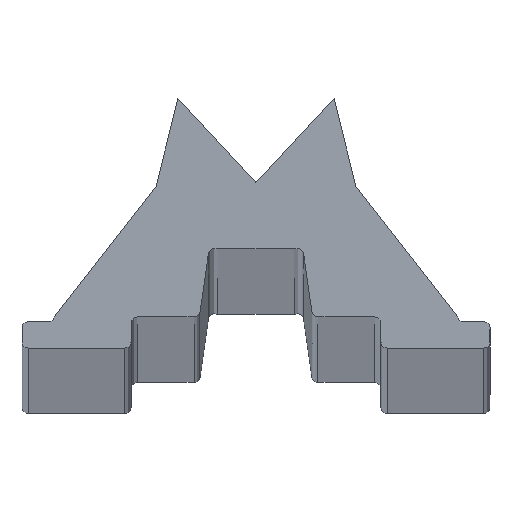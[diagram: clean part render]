
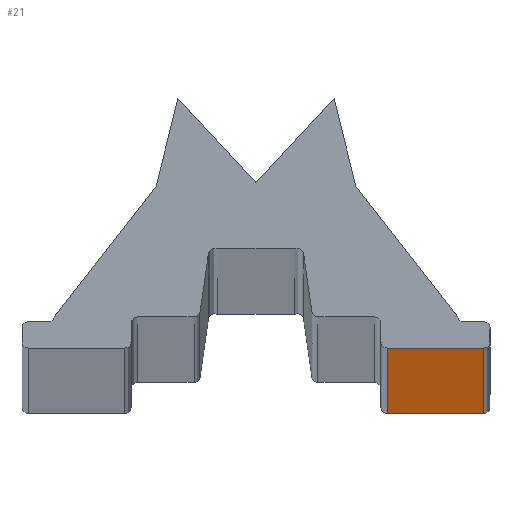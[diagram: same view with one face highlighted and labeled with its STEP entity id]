
A CAD part, top view. The second image highlights one B-rep face of the part: STEP entity #21.
In plain terms, the highlighted planar face has unit normal (0, -1, 0).
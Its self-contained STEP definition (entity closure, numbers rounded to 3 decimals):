
#21 = ADVANCED_FACE ( 'NONE', ( #429 ), #171, .F. ) ;
#38 = LINE ( 'NONE', #533, #973 ) ;
#51 = LINE ( 'NONE', #291, #505 ) ;
#131 = VERTEX_POINT ( 'NONE', #382 ) ;
#171 = PLANE ( 'NONE',  #432 ) ;
#183 = LINE ( 'NONE', #1119, #366 ) ;
#210 = ORIENTED_EDGE ( 'NONE', *, *, #1162, .F. ) ;
#214 = CARTESIAN_POINT ( 'NONE',  ( 4.2, 0., 600. ) ) ;
#291 = CARTESIAN_POINT ( 'NONE',  ( 4.2, 0., 600. ) ) ;
#360 = CARTESIAN_POINT ( 'NONE',  ( 4.2, 0., 600. ) ) ;
#366 = VECTOR ( 'NONE', #1111, 1000. ) ;
#372 = DIRECTION ( 'NONE',  ( 0., 0., 1. ) ) ;
#382 = CARTESIAN_POINT ( 'NONE',  ( 7.296, 0., -600. ) ) ;
#401 = EDGE_CURVE ( 'NONE', #461, #873, #51, .T. ) ;
#429 = FACE_OUTER_BOUND ( 'NONE', #560, .T. ) ;
#432 = AXIS2_PLACEMENT_3D ( 'NONE', #360, #1082, #372 ) ;
#461 = VERTEX_POINT ( 'NONE', #214 ) ;
#505 = VECTOR ( 'NONE', #1174, 1000. ) ;
#533 = CARTESIAN_POINT ( 'NONE',  ( 4.2, 0., 600. ) ) ;
#540 = DIRECTION ( 'NONE',  ( 1., 0., 0. ) ) ;
#560 = EDGE_LOOP ( 'NONE', ( #1021, #1122, #210, #616 ) ) ;
#616 = ORIENTED_EDGE ( 'NONE', *, *, #401, .T. ) ;
#652 = VECTOR ( 'NONE', #826, 1000. ) ;
#749 = EDGE_CURVE ( 'NONE', #873, #131, #183, .T. ) ;
#784 = VERTEX_POINT ( 'NONE', #1068 ) ;
#826 = DIRECTION ( 'NONE',  ( 0., 0., -1. ) ) ;
#850 = CARTESIAN_POINT ( 'NONE',  ( 7.296, 0., 600. ) ) ;
#873 = VERTEX_POINT ( 'NONE', #947 ) ;
#917 = LINE ( 'NONE', #850, #652 ) ;
#947 = CARTESIAN_POINT ( 'NONE',  ( 4.2, 0., -600. ) ) ;
#963 = EDGE_CURVE ( 'NONE', #784, #131, #917, .T. ) ;
#973 = VECTOR ( 'NONE', #540, 1000. ) ;
#1021 = ORIENTED_EDGE ( 'NONE', *, *, #749, .T. ) ;
#1068 = CARTESIAN_POINT ( 'NONE',  ( 7.296, 0., 600. ) ) ;
#1082 = DIRECTION ( 'NONE',  ( 0., 1., 0. ) ) ;
#1111 = DIRECTION ( 'NONE',  ( 1., 0., 0. ) ) ;
#1119 = CARTESIAN_POINT ( 'NONE',  ( 4.2, 0., -600. ) ) ;
#1122 = ORIENTED_EDGE ( 'NONE', *, *, #963, .F. ) ;
#1162 = EDGE_CURVE ( 'NONE', #461, #784, #38, .T. ) ;
#1174 = DIRECTION ( 'NONE',  ( 0., 0., -1. ) ) ;
